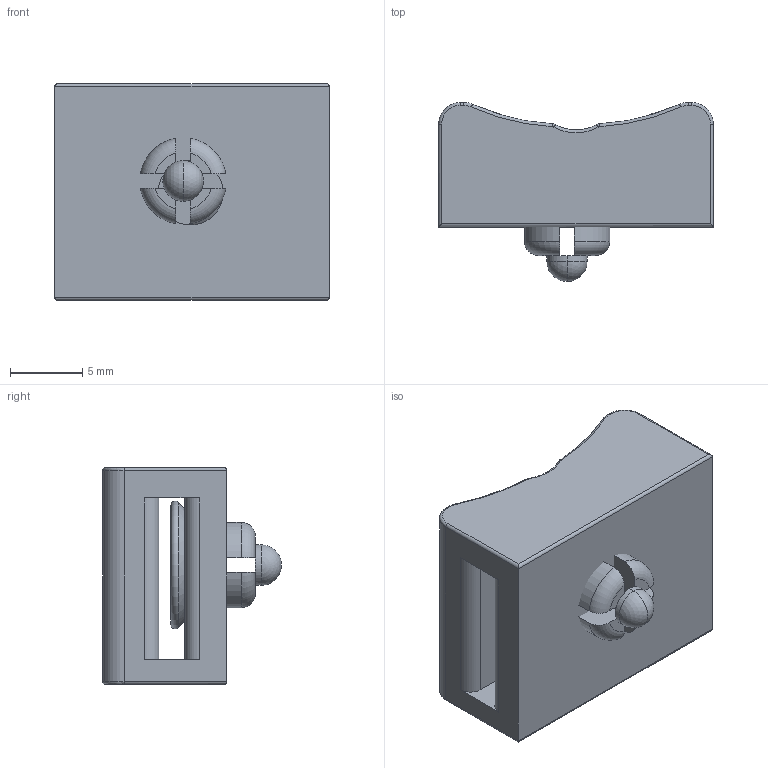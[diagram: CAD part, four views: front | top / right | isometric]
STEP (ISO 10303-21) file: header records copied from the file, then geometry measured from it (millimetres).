
FILE_DESCRIPTION (( 'STEP AP214' ), '1' );
FILE_NAME ('3011-572.STEP', '2024-09-06T12:12:28', ( '' ), ( '' ), 'SwSTEP 2.0', 'SolidWorks 2022', '' );
FILE_SCHEMA (( 'AUTOMOTIVE_DESIGN' ));
Length unit declared in the file: millimetre
Products named in the file (1): 3011-572
Bounding box: 19 x 12.39 x 15 mm (x, y, z)
Volume: 1728.4 mm3; surface area: 1766.9 mm2
Topology: 2 solids, 2 shells, 92 faces, 240 edges, 143 vertices
Faces by surface type: cylinder 36, plane 26, bspline 18, torus 6, cone 4, sphere 2
Entity records: 3146 total; most frequent: CARTESIAN_POINT 959, ORIENTED_EDGE 472, DIRECTION 442, EDGE_CURVE 236, AXIS2_PLACEMENT_3D 171, VERTEX_POINT 141, LINE 100, VECTOR 100
